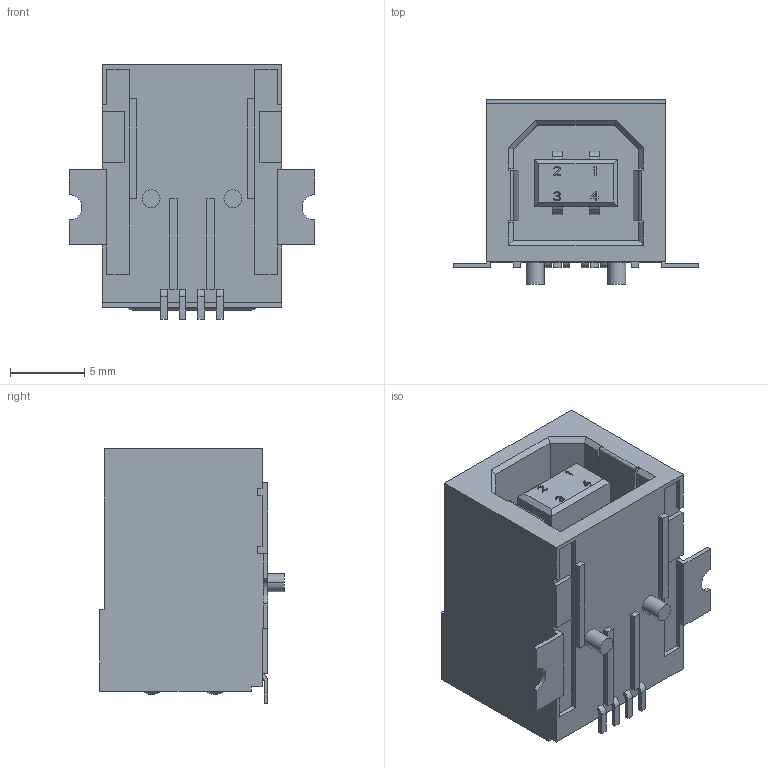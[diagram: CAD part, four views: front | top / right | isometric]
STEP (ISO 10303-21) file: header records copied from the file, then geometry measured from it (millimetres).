
FILE_DESCRIPTION((''),'2;1');
FILE_NAME('C-1-1734346-1','2011-11-29T',('workeradm'),('Tyco Electronics Ltd.'),'PRO/ENGINEER BY PARAMETRIC TECHNOLOGY CORPORATION, 2010430','PRO/ENGINEER BY PARAMETRIC TECHNOLOGY CORPORATION, 2010430','');
FILE_SCHEMA(('AUTOMOTIVE_DESIGN { 1 0 10303 214 1 1 1 1 }'));
Length unit declared in the file: millimetre
Products named in the file (1): C-1-1734346-1
Bounding box: 16.5 x 12.42 x 17.1 mm (x, y, z)
Volume: 1685.1 mm3; surface area: 1657.2 mm2
Topology: 1 solids, 1 shells, 295 faces, 802 edges, 530 vertices
Faces by surface type: plane 263, cylinder 28, bspline 4
Entity records: 9493 total; most frequent: CARTESIAN_POINT 1737, ORIENTED_EDGE 1604, DIRECTION 1448, EDGE_CURVE 802, VECTOR 738, LINE 738, VERTEX_POINT 530, AXIS2_PLACEMENT_3D 355
